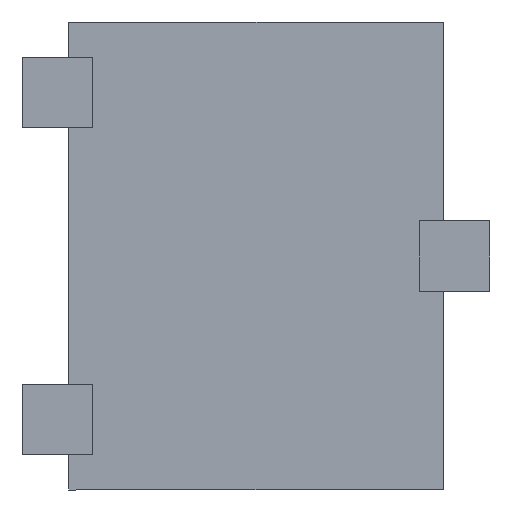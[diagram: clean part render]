
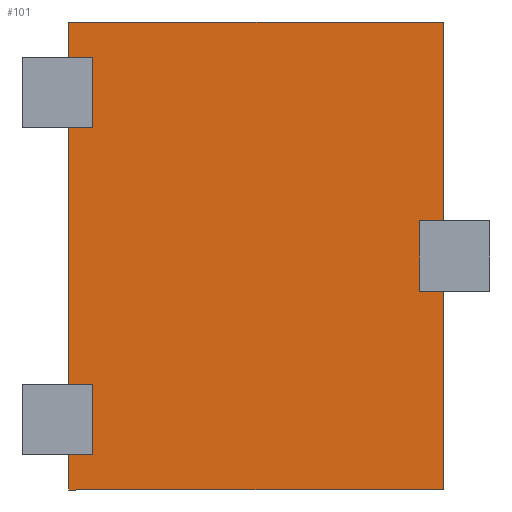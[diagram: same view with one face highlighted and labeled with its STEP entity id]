
A CAD part, front view. The second image highlights one B-rep face of the part: STEP entity #101.
In plain terms, the highlighted planar face has unit normal (0, -1, 0).
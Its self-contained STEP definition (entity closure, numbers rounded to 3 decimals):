
#4 = VECTOR ( 'NONE', #1287, 1000. ) ;
#13 = EDGE_CURVE ( 'NONE', #188, #105, #99, .T. ) ;
#14 = DIRECTION ( 'NONE',  ( 1., 0., 0. ) ) ;
#30 = LINE ( 'NONE', #207, #668 ) ;
#35 = ORIENTED_EDGE ( 'NONE', *, *, #541, .T. ) ;
#42 = EDGE_CURVE ( 'NONE', #651, #1227, #322, .T. ) ;
#53 = DIRECTION ( 'NONE',  ( 0., 0., 1. ) ) ;
#95 = EDGE_CURVE ( 'NONE', #494, #698, #843, .T. ) ;
#99 = LINE ( 'NONE', #1198, #859 ) ;
#101 = ADVANCED_FACE ( 'NONE', ( #791 ), #845, .T. ) ;
#105 = VERTEX_POINT ( 'NONE', #1280 ) ;
#108 = VECTOR ( 'NONE', #990, 1000. ) ;
#109 = ORIENTED_EDGE ( 'NONE', *, *, #42, .T. ) ;
#121 = ORIENTED_EDGE ( 'NONE', *, *, #394, .F. ) ;
#125 = LINE ( 'NONE', #795, #837 ) ;
#141 = VECTOR ( 'NONE', #745, 1000. ) ;
#148 = CARTESIAN_POINT ( 'NONE',  ( 0., 0.05, -0.275 ) ) ;
#175 = DIRECTION ( 'NONE',  ( -1., 0., 0. ) ) ;
#188 = VERTEX_POINT ( 'NONE', #446 ) ;
#206 = VECTOR ( 'NONE', #338, 1000. ) ;
#207 = CARTESIAN_POINT ( 'NONE',  ( -0.4, 0.05, -0.5 ) ) ;
#218 = LINE ( 'NONE', #662, #1272 ) ;
#224 = CARTESIAN_POINT ( 'NONE',  ( 0.4, 0.05, -0.075 ) ) ;
#236 = EDGE_CURVE ( 'NONE', #1227, #621, #908, .T. ) ;
#239 = VECTOR ( 'NONE', #53, 1000. ) ;
#256 = CARTESIAN_POINT ( 'NONE',  ( 0., 0.05, -0.425 ) ) ;
#259 = DIRECTION ( 'NONE',  ( -1., 0., 0. ) ) ;
#279 = CARTESIAN_POINT ( 'NONE',  ( 0.4, 0.05, -0.5 ) ) ;
#285 = DIRECTION ( 'NONE',  ( -1., 0., 0. ) ) ;
#303 = LINE ( 'NONE', #1339, #413 ) ;
#321 = DIRECTION ( 'NONE',  ( 0., -1., 0. ) ) ;
#322 = LINE ( 'NONE', #1332, #239 ) ;
#325 = EDGE_CURVE ( 'NONE', #730, #1340, #638, .T. ) ;
#338 = DIRECTION ( 'NONE',  ( 1., 0., 0. ) ) ;
#363 = LINE ( 'NONE', #256, #606 ) ;
#368 = EDGE_CURVE ( 'NONE', #188, #494, #218, .T. ) ;
#376 = EDGE_CURVE ( 'NONE', #1151, #487, #363, .T. ) ;
#382 = ORIENTED_EDGE ( 'NONE', *, *, #368, .F. ) ;
#393 = CARTESIAN_POINT ( 'NONE',  ( 0.4, 0.05, 0.075 ) ) ;
#394 = EDGE_CURVE ( 'NONE', #609, #716, #125, .T. ) ;
#408 = LINE ( 'NONE', #1281, #4 ) ;
#409 = CARTESIAN_POINT ( 'NONE',  ( -0.4, 0.05, -0.275 ) ) ;
#413 = VECTOR ( 'NONE', #285, 1000. ) ;
#415 = EDGE_LOOP ( 'NONE', ( #459, #559, #35, #1284, #1134, #121, #642, #600, #109, #439, #635, #1139, #382, #749, #590, #764 ) ) ;
#439 = ORIENTED_EDGE ( 'NONE', *, *, #236, .T. ) ;
#440 = VECTOR ( 'NONE', #1123, 1000. ) ;
#446 = CARTESIAN_POINT ( 'NONE',  ( -0.4, 0.05, 0.425 ) ) ;
#459 = ORIENTED_EDGE ( 'NONE', *, *, #794, .F. ) ;
#462 = CARTESIAN_POINT ( 'NONE',  ( -0.35, 0.05, -0.425 ) ) ;
#475 = CARTESIAN_POINT ( 'NONE',  ( -0.4, 0.05, -0.5 ) ) ;
#487 = VERTEX_POINT ( 'NONE', #500 ) ;
#494 = VERTEX_POINT ( 'NONE', #927 ) ;
#495 = VECTOR ( 'NONE', #700, 1000. ) ;
#500 = CARTESIAN_POINT ( 'NONE',  ( -0.4, 0.05, -0.425 ) ) ;
#533 = VECTOR ( 'NONE', #872, 1000. ) ;
#541 = EDGE_CURVE ( 'NONE', #1340, #1151, #909, .T. ) ;
#559 = ORIENTED_EDGE ( 'NONE', *, *, #325, .T. ) ;
#587 = CARTESIAN_POINT ( 'NONE',  ( -0.35, 0.05, 0. ) ) ;
#590 = ORIENTED_EDGE ( 'NONE', *, *, #1294, .T. ) ;
#600 = ORIENTED_EDGE ( 'NONE', *, *, #1170, .T. ) ;
#606 = VECTOR ( 'NONE', #259, 1000. ) ;
#609 = VERTEX_POINT ( 'NONE', #279 ) ;
#620 = VECTOR ( 'NONE', #1088, 1000. ) ;
#621 = VERTEX_POINT ( 'NONE', #393 ) ;
#635 = ORIENTED_EDGE ( 'NONE', *, *, #1006, .F. ) ;
#638 = LINE ( 'NONE', #148, #533 ) ;
#642 = ORIENTED_EDGE ( 'NONE', *, *, #669, .F. ) ;
#649 = LINE ( 'NONE', #776, #620 ) ;
#651 = VERTEX_POINT ( 'NONE', #1228 ) ;
#661 = DIRECTION ( 'NONE',  ( 1., 0., 0. ) ) ;
#662 = CARTESIAN_POINT ( 'NONE',  ( -0.4, 0.05, -0.5 ) ) ;
#668 = VECTOR ( 'NONE', #938, 1000. ) ;
#669 = EDGE_CURVE ( 'NONE', #854, #609, #835, .T. ) ;
#673 = DIRECTION ( 'NONE',  ( 0., 0., 1. ) ) ;
#689 = CARTESIAN_POINT ( 'NONE',  ( 0.4, 0.05, 0.5 ) ) ;
#698 = VERTEX_POINT ( 'NONE', #689 ) ;
#700 = DIRECTION ( 'NONE',  ( 0., 0., -1. ) ) ;
#716 = VERTEX_POINT ( 'NONE', #475 ) ;
#730 = VERTEX_POINT ( 'NONE', #409 ) ;
#745 = DIRECTION ( 'NONE',  ( 0., 0., -1. ) ) ;
#749 = ORIENTED_EDGE ( 'NONE', *, *, #13, .T. ) ;
#764 = ORIENTED_EDGE ( 'NONE', *, *, #1247, .T. ) ;
#773 = AXIS2_PLACEMENT_3D ( 'NONE', #1161, #321, #14 ) ;
#776 = CARTESIAN_POINT ( 'NONE',  ( 0., 0.05, -0.075 ) ) ;
#791 = FACE_OUTER_BOUND ( 'NONE', #415, .T. ) ;
#794 = EDGE_CURVE ( 'NONE', #730, #974, #30, .T. ) ;
#795 = CARTESIAN_POINT ( 'NONE',  ( -0.4, 0.05, -0.5 ) ) ;
#798 = LINE ( 'NONE', #892, #1214 ) ;
#827 = CARTESIAN_POINT ( 'NONE',  ( -0.35, 0.05, -0.275 ) ) ;
#835 = LINE ( 'NONE', #916, #440 ) ;
#837 = VECTOR ( 'NONE', #175, 1000. ) ;
#843 = LINE ( 'NONE', #962, #206 ) ;
#845 = PLANE ( 'NONE',  #773 ) ;
#850 = CARTESIAN_POINT ( 'NONE',  ( -0.35, 0.05, 0. ) ) ;
#854 = VERTEX_POINT ( 'NONE', #224 ) ;
#859 = VECTOR ( 'NONE', #661, 1000. ) ;
#866 = CARTESIAN_POINT ( 'NONE',  ( -0.4, 0.05, 0.275 ) ) ;
#872 = DIRECTION ( 'NONE',  ( 1., 0., 0. ) ) ;
#892 = CARTESIAN_POINT ( 'NONE',  ( -0.4, 0.05, -0.5 ) ) ;
#897 = CARTESIAN_POINT ( 'NONE',  ( 0.35, 0.05, 0.075 ) ) ;
#904 = LINE ( 'NONE', #587, #495 ) ;
#908 = LINE ( 'NONE', #1077, #108 ) ;
#909 = LINE ( 'NONE', #850, #141 ) ;
#911 = VERTEX_POINT ( 'NONE', #1162 ) ;
#916 = CARTESIAN_POINT ( 'NONE',  ( 0.4, 0.05, -0.5 ) ) ;
#927 = CARTESIAN_POINT ( 'NONE',  ( -0.4, 0.05, 0.5 ) ) ;
#938 = DIRECTION ( 'NONE',  ( 0., 0., 1. ) ) ;
#962 = CARTESIAN_POINT ( 'NONE',  ( -0.4, 0.05, 0.5 ) ) ;
#974 = VERTEX_POINT ( 'NONE', #866 ) ;
#990 = DIRECTION ( 'NONE',  ( 1., 0., 0. ) ) ;
#1006 = EDGE_CURVE ( 'NONE', #698, #621, #408, .T. ) ;
#1077 = CARTESIAN_POINT ( 'NONE',  ( 0., 0.05, 0.075 ) ) ;
#1088 = DIRECTION ( 'NONE',  ( -1., 0., 0. ) ) ;
#1123 = DIRECTION ( 'NONE',  ( 0., 0., -1. ) ) ;
#1134 = ORIENTED_EDGE ( 'NONE', *, *, #1149, .F. ) ;
#1139 = ORIENTED_EDGE ( 'NONE', *, *, #95, .F. ) ;
#1149 = EDGE_CURVE ( 'NONE', #716, #487, #798, .T. ) ;
#1151 = VERTEX_POINT ( 'NONE', #462 ) ;
#1161 = CARTESIAN_POINT ( 'NONE',  ( 0., 0.05, 0. ) ) ;
#1162 = CARTESIAN_POINT ( 'NONE',  ( -0.35, 0.05, 0.275 ) ) ;
#1170 = EDGE_CURVE ( 'NONE', #854, #651, #649, .T. ) ;
#1198 = CARTESIAN_POINT ( 'NONE',  ( 0., 0.05, 0.425 ) ) ;
#1214 = VECTOR ( 'NONE', #1309, 1000. ) ;
#1227 = VERTEX_POINT ( 'NONE', #897 ) ;
#1228 = CARTESIAN_POINT ( 'NONE',  ( 0.35, 0.05, -0.075 ) ) ;
#1247 = EDGE_CURVE ( 'NONE', #911, #974, #303, .T. ) ;
#1272 = VECTOR ( 'NONE', #673, 1000. ) ;
#1280 = CARTESIAN_POINT ( 'NONE',  ( -0.35, 0.05, 0.425 ) ) ;
#1281 = CARTESIAN_POINT ( 'NONE',  ( 0.4, 0.05, -0.5 ) ) ;
#1284 = ORIENTED_EDGE ( 'NONE', *, *, #376, .T. ) ;
#1287 = DIRECTION ( 'NONE',  ( 0., 0., -1. ) ) ;
#1294 = EDGE_CURVE ( 'NONE', #105, #911, #904, .T. ) ;
#1309 = DIRECTION ( 'NONE',  ( 0., 0., 1. ) ) ;
#1332 = CARTESIAN_POINT ( 'NONE',  ( 0.35, 0.05, 0. ) ) ;
#1339 = CARTESIAN_POINT ( 'NONE',  ( 0., 0.05, 0.275 ) ) ;
#1340 = VERTEX_POINT ( 'NONE', #827 ) ;
